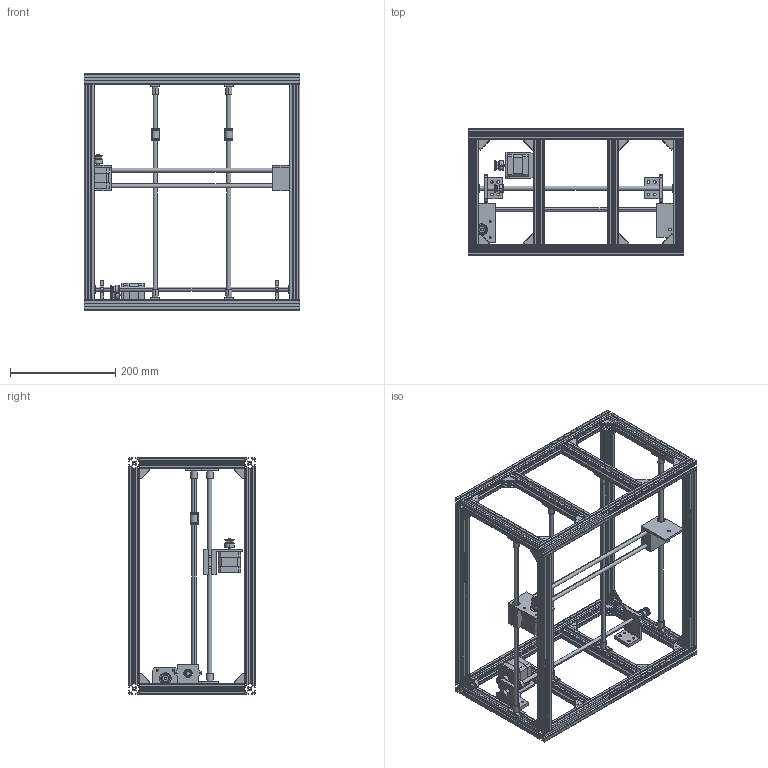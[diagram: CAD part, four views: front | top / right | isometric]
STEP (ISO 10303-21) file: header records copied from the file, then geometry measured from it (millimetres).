
FILE_DESCRIPTION (( 'STEP AP214' ), '1' );
FILE_NAME ('Plate Reader.STEP', '2019-06-13T06:12:51', ( '' ), ( '' ), 'SwSTEP 2.0', 'SolidWorks 2018', '' );
FILE_SCHEMA (( 'AUTOMOTIVE_DESIGN' ));
Length unit declared in the file: millimetre
Products named in the file (16): Smooth Rod End Caps; 8020-20-2020-20-2020 X 0_2 M; 8mm-0_4 M Smooth Rod; User Library-LM8UU_Predeterminado; Cross Smooth Rod Mount; Plate Reader; Use7A48; Use770B; Y-Axis Connector; GT2-Pulley-20-Teeth-5mm-Bore; GT2_20T-sh8_____________1; User Library-bracket nema 17; 8mm-0_35 M Smooth Rod; 8020-14051-DEFAULT; Y-Axis Connector_Idler; 8025930
Assembly tree (71 placements, depth 2):
  Plate Reader
    8025930  x8
    8020-20-2020-20-2020 X 0_2 M  x8
    8020-14051-DEFAULT  x24
    Smooth Rod End Caps  x8
    8mm-0_4 M Smooth Rod  x5
    8mm-0_35 M Smooth Rod  x2
    User Library-LM8UU_Predeterminado  x4
    Y-Axis Connector
    Y-Axis Connector_Idler
    User Library-bracket nema 17
    Use770B
    GT2-Pulley-20-Teeth-5mm-Bore  x2
    GT2_20T-sh8_____________1  x3
    Cross Smooth Rod Mount  x2
    Use7A48
Bounding box: 410 x 240 x 450 mm (x, y, z)
Volume: 1180913.1 mm3; surface area: 1132644.8 mm2
Topology: 75 solids, 85 shells, 6402 faces, 16912 edges, 10649 vertices
Faces by surface type: cylinder 3241, plane 2257, torus 528, sphere 192, bspline 108, cone 76
Entity records: 35267 total; most frequent: CARTESIAN_POINT 8325, DIRECTION 5581, ORIENTED_EDGE 5110, EDGE_CURVE 2571, AXIS2_PLACEMENT_3D 2064, VERTEX_POINT 1686, LINE 1453, VECTOR 1453
